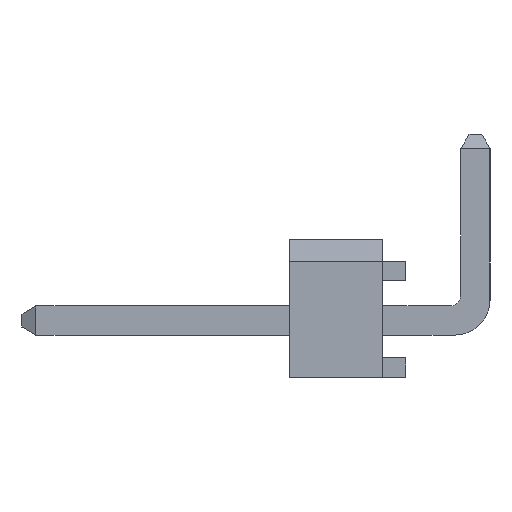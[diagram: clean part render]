
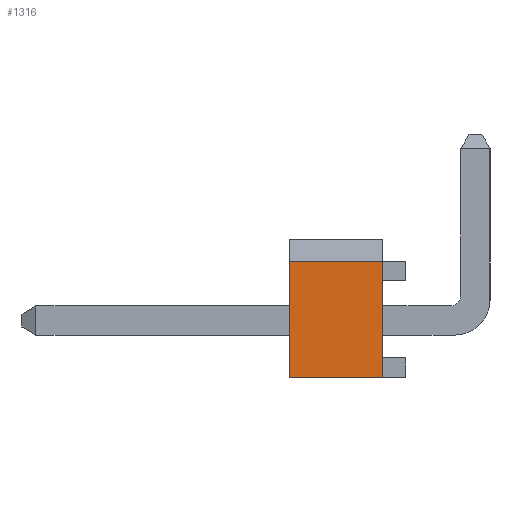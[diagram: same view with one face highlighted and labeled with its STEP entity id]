
A CAD part, left-side view. The second image highlights one B-rep face of the part: STEP entity #1316.
In plain terms, the highlighted planar face has unit normal (-1, 0, 0).
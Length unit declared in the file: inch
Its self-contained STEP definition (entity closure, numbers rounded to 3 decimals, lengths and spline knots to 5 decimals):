
#1316 = ADVANCED_FACE( '', ( #2974 ), #2975, .F. );
#2974 = FACE_OUTER_BOUND( '', #5006, .T. );
#2975 = PLANE( '', #5007 );
#5006 = EDGE_LOOP( '', ( #8800, #8801, #8802, #8803 ) );
#5007 = AXIS2_PLACEMENT_3D( '', #8804, #8805, #8806 );
#8800 = ORIENTED_EDGE( '', *, *, #13510, .F. );
#8801 = ORIENTED_EDGE( '', *, *, #12255, .F. );
#8802 = ORIENTED_EDGE( '', *, *, #13511, .F. );
#8803 = ORIENTED_EDGE( '', *, *, #12696, .T. );
#8804 = CARTESIAN_POINT( '', ( -0.55, 0.1, -0.05 ) );
#8805 = DIRECTION( '', ( 1., 0., 0. ) );
#8806 = DIRECTION( '', ( 0., 0., -1. ) );
#12255 = EDGE_CURVE( '', #14715, #14717, #14718, .T. );
#12696 = EDGE_CURVE( '', #15468, #15466, #15469, .T. );
#13510 = EDGE_CURVE( '', #14717, #15466, #16690, .T. );
#13511 = EDGE_CURVE( '', #15468, #14715, #16691, .T. );
#14715 = VERTEX_POINT( '', #18189 );
#14717 = VERTEX_POINT( '', #18192 );
#14718 = LINE( '', #18193, #18194 );
#15466 = VERTEX_POINT( '', #19294 );
#15468 = VERTEX_POINT( '', #19297 );
#15469 = LINE( '', #19298, #19299 );
#16690 = LINE( '', #21135, #21136 );
#16691 = LINE( '', #21137, #21138 );
#18189 = CARTESIAN_POINT( '', ( -0.55, 0.1, 0.05 ) );
#18192 = CARTESIAN_POINT( '', ( -0.55, 0.02, 0.05 ) );
#18193 = CARTESIAN_POINT( '', ( -0.55, 0.1, 0.05 ) );
#18194 = VECTOR( '', #22787, 39.37008 );
#19294 = CARTESIAN_POINT( '', ( -0.55, 0.02, -0.05 ) );
#19297 = CARTESIAN_POINT( '', ( -0.55, 0.1, -0.05 ) );
#19298 = CARTESIAN_POINT( '', ( -0.55, 0.1, -0.05 ) );
#19299 = VECTOR( '', #23165, 39.37008 );
#21135 = CARTESIAN_POINT( '', ( -0.55, 0.02, -0.05 ) );
#21136 = VECTOR( '', #23835, 39.37008 );
#21137 = CARTESIAN_POINT( '', ( -0.55, 0.1, -0.05 ) );
#21138 = VECTOR( '', #23836, 39.37008 );
#22787 = DIRECTION( '', ( 0., -1., 0. ) );
#23165 = DIRECTION( '', ( 0., -1., 0. ) );
#23835 = DIRECTION( '', ( 0., 0., -1. ) );
#23836 = DIRECTION( '', ( 0., 0., 1. ) );
